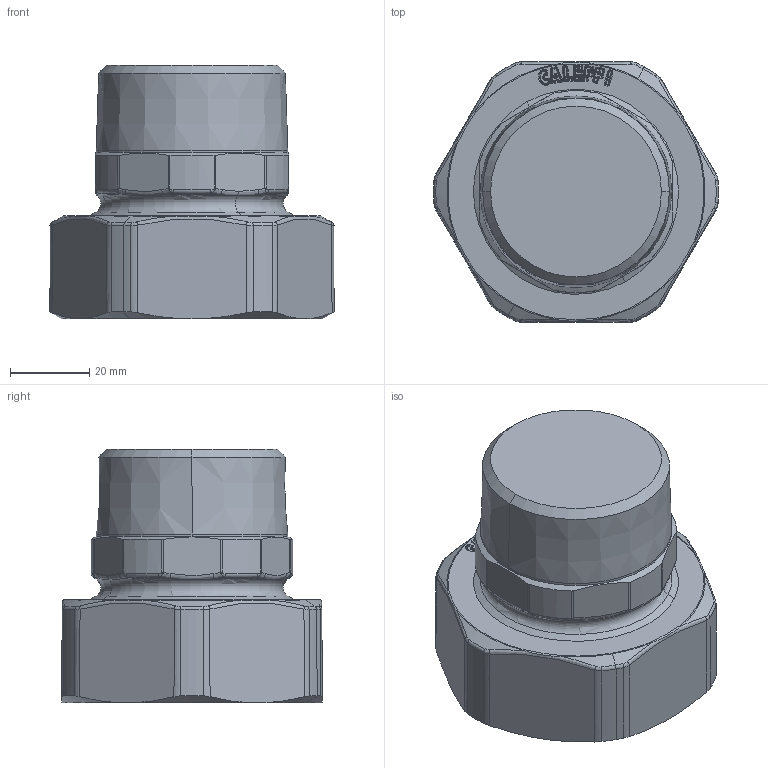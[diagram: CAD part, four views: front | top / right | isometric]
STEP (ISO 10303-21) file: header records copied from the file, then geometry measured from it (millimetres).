
FILE_DESCRIPTION(('CATIA V5 STEP Exchange','CAx-IF Rec.Pracs.--- Model Styling and Organization---1.5--- 2016-08-15','CAx-IF Rec.Pracs.---Supplemental Geometry---1.0---2011-11-01','CAx-IF Rec.Pracs.--- Composite Materials ---3.4---2017-06-13','CAx-IF Rec.Pracs.---Tessellated 3D Geometry---1.0---2015-12-17'),'2;1');
FILE_NAME('STEP_R59581_-_TST.stp','2025-06-03T08:37:22+00:00',('none'),('none'),'CATIA Version 5-6 Release 2020 SP5','CATIA V5 STEP AP242 v2','none');
FILE_SCHEMA(('AP242_MANAGED_MODEL_BASED_3D_ENGINEERING_MIM_LF {1 0 10303 442 1 1 4}'));
Length unit declared in the file: millimetre
Products named in the file (1): R59581 - TST
Bounding box: 71.96 x 65.8 x 64 mm (x, y, z)
Volume: 164893.6 mm3; surface area: 18454.1 mm2
Topology: 1 solids, 1 shells, 537 faces, 1256 edges, 705 vertices
Faces by surface type: cylinder 143, torus 118, bspline 99, cone 86, plane 78, sphere 13
Entity records: 20180 total; most frequent: CARTESIAN_POINT 9371, ORIENTED_EDGE 2462, DIRECTION 1662, EDGE_CURVE 1231, AXIS2_PLACEMENT_3D 898, VERTEX_POINT 705, EDGE_LOOP 546, ADVANCED_FACE 537
